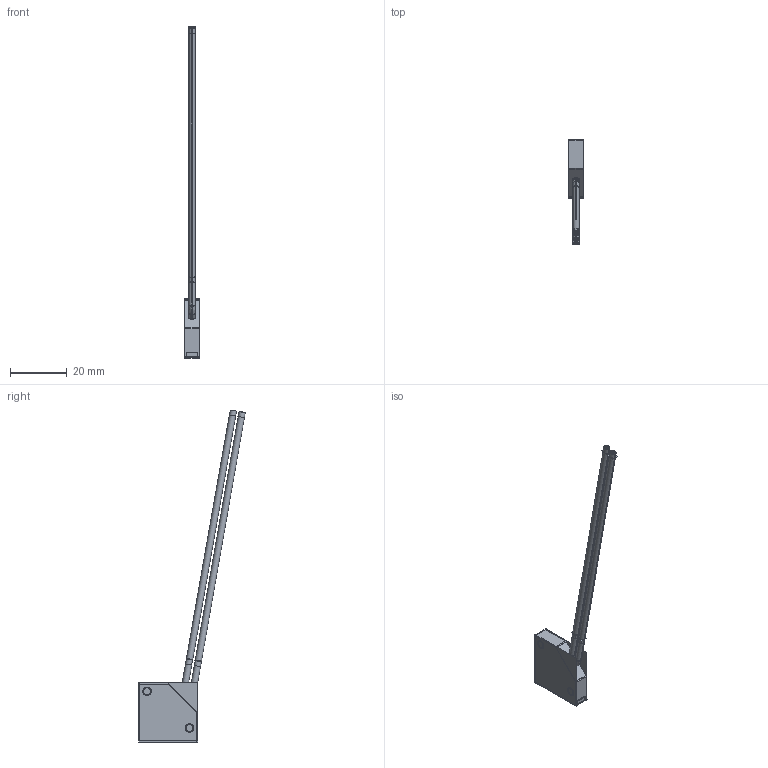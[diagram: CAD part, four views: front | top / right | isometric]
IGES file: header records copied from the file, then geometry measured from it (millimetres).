
Start section:  PTC IGES file: 211454.igs
Global section: file name: 211454.igs; native system: Creo Parametric by PTC Inc.; preprocessor: 2018300; author: pdmadmin; organization: Unknown; date: 20190410.083616; units: millimetre
Bounding box: 5.28 x 37.63 x 117.36 mm (x, y, z)
Volume: 2013.7 mm3; surface area: 30999.1 mm2
Topology: 52 solids, 54 shells, 870 faces, 4092 edges, 5212 vertices
Faces by surface type: revolution 504, bspline 366
